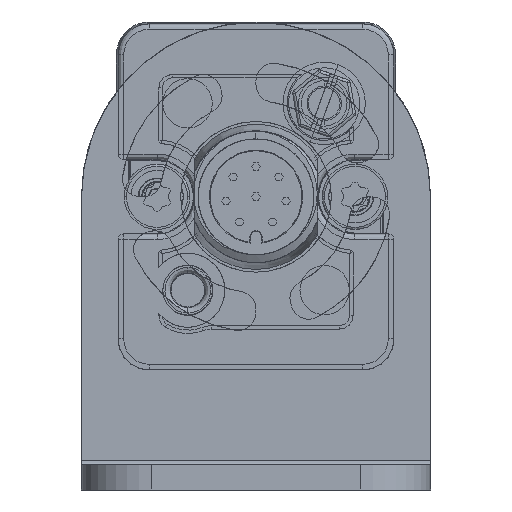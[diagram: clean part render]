
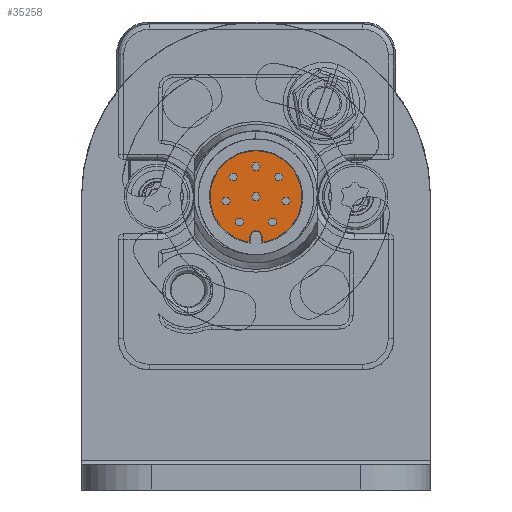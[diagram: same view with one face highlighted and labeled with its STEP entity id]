
A CAD part, left-side view. The second image highlights one B-rep face of the part: STEP entity #35258.
In plain terms, the highlighted planar face has unit normal (-1, 0, 0).
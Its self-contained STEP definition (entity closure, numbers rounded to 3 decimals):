
#15582=CARTESIAN_POINT('',(-219.694,-8.095,3.057));
#15589=CARTESIAN_POINT('',(-219.694,-7.515,7.217));
#15590=DIRECTION('',(-1.,0.,0.));
#15591=DIRECTION('',(0.,-0.138,-0.99));
#15592=AXIS2_PLACEMENT_3D('',#15589,#15590,#15591);
#15594=CARTESIAN_POINT('',(-219.694,-6.935,3.057));
#15601=DIRECTION('',(0.,0.,-1.));
#15602=VECTOR('',#15601,0.53);
#15603=CARTESIAN_POINT('',(-219.694,-6.935,3.587));
#15604=LINE('',#15603,#15602);
#15605=DIRECTION('',(0.,0.,1.));
#15606=VECTOR('',#15605,0.53);
#15607=CARTESIAN_POINT('',(-219.694,-8.095,3.057));
#15608=LINE('',#15607,#15606);
#15609=CARTESIAN_POINT('',(-219.694,-7.515,3.587));
#15610=DIRECTION('',(-1.,0.,0.));
#15611=DIRECTION('',(0.,-1.,0.));
#15612=AXIS2_PLACEMENT_3D('',#15609,#15610,#15611);
#15614=CARTESIAN_POINT('',(-219.694,-6.017,4.911));
#15615=DIRECTION('',(-1.,0.,0.));
#15616=DIRECTION('',(0.,1.,0.));
#15617=AXIS2_PLACEMENT_3D('',#15614,#15615,#15616);
#15619=CARTESIAN_POINT('',(-219.694,-6.017,4.911));
#15620=DIRECTION('',(-1.,0.,0.));
#15621=DIRECTION('',(0.,-1.,0.));
#15622=AXIS2_PLACEMENT_3D('',#15619,#15620,#15621);
#15624=CARTESIAN_POINT('',(-219.694,-4.792,6.834));
#15625=DIRECTION('',(-1.,0.,0.));
#15626=DIRECTION('',(0.,1.,0.));
#15627=AXIS2_PLACEMENT_3D('',#15624,#15625,#15626);
#15629=CARTESIAN_POINT('',(-219.694,-4.792,6.834));
#15630=DIRECTION('',(-1.,0.,0.));
#15631=DIRECTION('',(0.,-1.,0.));
#15632=AXIS2_PLACEMENT_3D('',#15629,#15630,#15631);
#15634=CARTESIAN_POINT('',(-219.694,-5.44,9.021));
#15635=DIRECTION('',(-1.,0.,0.));
#15636=DIRECTION('',(0.,1.,0.));
#15637=AXIS2_PLACEMENT_3D('',#15634,#15635,#15636);
#15639=CARTESIAN_POINT('',(-219.694,-5.44,9.021));
#15640=DIRECTION('',(-1.,0.,0.));
#15641=DIRECTION('',(0.,-1.,0.));
#15642=AXIS2_PLACEMENT_3D('',#15639,#15640,#15641);
#15644=CARTESIAN_POINT('',(-219.694,-9.013,4.911));
#15645=DIRECTION('',(-1.,0.,0.));
#15646=DIRECTION('',(0.,1.,0.));
#15647=AXIS2_PLACEMENT_3D('',#15644,#15645,#15646);
#15649=CARTESIAN_POINT('',(-219.694,-9.013,4.911));
#15650=DIRECTION('',(-1.,0.,0.));
#15651=DIRECTION('',(0.,-1.,0.));
#15652=AXIS2_PLACEMENT_3D('',#15649,#15650,#15651);
#15654=CARTESIAN_POINT('',(-219.694,-10.238,6.834));
#15655=DIRECTION('',(-1.,0.,0.));
#15656=DIRECTION('',(0.,1.,0.));
#15657=AXIS2_PLACEMENT_3D('',#15654,#15655,#15656);
#15659=CARTESIAN_POINT('',(-219.694,-10.238,6.834));
#15660=DIRECTION('',(-1.,0.,0.));
#15661=DIRECTION('',(0.,-1.,0.));
#15662=AXIS2_PLACEMENT_3D('',#15659,#15660,#15661);
#15664=CARTESIAN_POINT('',(-219.694,-7.515,9.967));
#15665=DIRECTION('',(-1.,0.,0.));
#15666=DIRECTION('',(0.,1.,0.));
#15667=AXIS2_PLACEMENT_3D('',#15664,#15665,#15666);
#15669=CARTESIAN_POINT('',(-219.694,-7.515,9.967));
#15670=DIRECTION('',(-1.,0.,0.));
#15671=DIRECTION('',(0.,-1.,0.));
#15672=AXIS2_PLACEMENT_3D('',#15669,#15670,#15671);
#15674=CARTESIAN_POINT('',(-219.694,-7.515,7.217));
#15675=DIRECTION('',(-1.,0.,0.));
#15676=DIRECTION('',(0.,1.,0.));
#15677=AXIS2_PLACEMENT_3D('',#15674,#15675,#15676);
#15679=CARTESIAN_POINT('',(-219.694,-7.515,7.217));
#15680=DIRECTION('',(-1.,0.,0.));
#15681=DIRECTION('',(0.,-1.,0.));
#15682=AXIS2_PLACEMENT_3D('',#15679,#15680,#15681);
#15684=CARTESIAN_POINT('',(-219.694,-9.59,9.021));
#15685=DIRECTION('',(-1.,0.,0.));
#15686=DIRECTION('',(0.,1.,0.));
#15687=AXIS2_PLACEMENT_3D('',#15684,#15685,#15686);
#15689=CARTESIAN_POINT('',(-219.694,-9.59,9.021));
#15690=DIRECTION('',(-1.,0.,0.));
#15691=DIRECTION('',(0.,-1.,0.));
#15692=AXIS2_PLACEMENT_3D('',#15689,#15690,#15691);
#18704=CARTESIAN_POINT('',(-219.694,-5.617,4.911));
#18705=CARTESIAN_POINT('',(-219.694,-6.417,4.911));
#18706=VERTEX_POINT('',#18704);
#18707=VERTEX_POINT('',#18705);
#18708=CARTESIAN_POINT('',(-219.694,-4.392,6.834));
#18709=CARTESIAN_POINT('',(-219.694,-5.192,6.834));
#18710=VERTEX_POINT('',#18708);
#18711=VERTEX_POINT('',#18709);
#18712=CARTESIAN_POINT('',(-219.694,-5.04,9.021));
#18713=CARTESIAN_POINT('',(-219.694,-5.84,9.021));
#18714=VERTEX_POINT('',#18712);
#18715=VERTEX_POINT('',#18713);
#18866=VERTEX_POINT('',#15594);
#18868=VERTEX_POINT('',#15582);
#18874=CARTESIAN_POINT('',(-219.694,-6.935,3.587));
#18875=VERTEX_POINT('',#18874);
#18876=CARTESIAN_POINT('',(-219.694,-8.095,3.587));
#18877=VERTEX_POINT('',#18876);
#18878=CARTESIAN_POINT('',(-219.694,-7.115,9.967));
#18879=CARTESIAN_POINT('',(-219.694,-7.915,9.967));
#18880=VERTEX_POINT('',#18878);
#18881=VERTEX_POINT('',#18879);
#18882=CARTESIAN_POINT('',(-219.694,-7.115,7.217));
#18883=CARTESIAN_POINT('',(-219.694,-7.915,7.217));
#18884=VERTEX_POINT('',#18882);
#18885=VERTEX_POINT('',#18883);
#18886=CARTESIAN_POINT('',(-219.694,-9.19,9.021));
#18887=CARTESIAN_POINT('',(-219.694,-9.99,9.021));
#18888=VERTEX_POINT('',#18886);
#18889=VERTEX_POINT('',#18887);
#18934=CARTESIAN_POINT('',(-219.694,-8.613,4.911));
#18935=CARTESIAN_POINT('',(-219.694,-9.413,4.911));
#18936=VERTEX_POINT('',#18934);
#18937=VERTEX_POINT('',#18935);
#18938=CARTESIAN_POINT('',(-219.694,-9.838,6.834));
#18939=CARTESIAN_POINT('',(-219.694,-10.638,6.834));
#18940=VERTEX_POINT('',#18938);
#18941=VERTEX_POINT('',#18939);
#35197=CARTESIAN_POINT('',(-219.694,-7.515,7.217));
#35198=DIRECTION('',(-1.,0.,0.));
#35199=DIRECTION('',(0.,0.,1.));
#35200=AXIS2_PLACEMENT_3D('',#35197,#35198,#35199);
#35201=PLANE('',#35200);
#35203=ORIENTED_EDGE('',*,*,#35202,.T.);
#35204=ORIENTED_EDGE('',*,*,#35176,.F.);
#35205=ORIENTED_EDGE('',*,*,#35188,.T.);
#35207=ORIENTED_EDGE('',*,*,#35206,.T.);
#35208=EDGE_LOOP('',(#35203,#35204,#35205,#35207));
#35209=FACE_OUTER_BOUND('',#35208,.F.);
#35211=ORIENTED_EDGE('',*,*,#35210,.T.);
#35213=ORIENTED_EDGE('',*,*,#35212,.T.);
#35214=EDGE_LOOP('',(#35211,#35213));
#35215=FACE_BOUND('',#35214,.F.);
#35217=ORIENTED_EDGE('',*,*,#35216,.T.);
#35219=ORIENTED_EDGE('',*,*,#35218,.T.);
#35220=EDGE_LOOP('',(#35217,#35219));
#35221=FACE_BOUND('',#35220,.F.);
#35223=ORIENTED_EDGE('',*,*,#35222,.T.);
#35225=ORIENTED_EDGE('',*,*,#35224,.T.);
#35226=EDGE_LOOP('',(#35223,#35225));
#35227=FACE_BOUND('',#35226,.F.);
#35229=ORIENTED_EDGE('',*,*,#35228,.T.);
#35231=ORIENTED_EDGE('',*,*,#35230,.T.);
#35232=EDGE_LOOP('',(#35229,#35231));
#35233=FACE_BOUND('',#35232,.F.);
#35235=ORIENTED_EDGE('',*,*,#35234,.T.);
#35237=ORIENTED_EDGE('',*,*,#35236,.T.);
#35238=EDGE_LOOP('',(#35235,#35237));
#35239=FACE_BOUND('',#35238,.F.);
#35241=ORIENTED_EDGE('',*,*,#35240,.T.);
#35243=ORIENTED_EDGE('',*,*,#35242,.T.);
#35244=EDGE_LOOP('',(#35241,#35243));
#35245=FACE_BOUND('',#35244,.F.);
#35247=ORIENTED_EDGE('',*,*,#35246,.T.);
#35249=ORIENTED_EDGE('',*,*,#35248,.T.);
#35250=EDGE_LOOP('',(#35247,#35249));
#35251=FACE_BOUND('',#35250,.F.);
#35253=ORIENTED_EDGE('',*,*,#35252,.T.);
#35255=ORIENTED_EDGE('',*,*,#35254,.T.);
#35256=EDGE_LOOP('',(#35253,#35255));
#35257=FACE_BOUND('',#35256,.F.);
#35258=ADVANCED_FACE('',(#35209,#35215,#35221,#35227,#35233,#35239,#35245,
#35251,#35257),#35201,.T.);
#15593=CIRCLE('',#15592,4.2);
#15613=CIRCLE('',#15612,0.58);
#15618=CIRCLE('',#15617,0.4);
#15623=CIRCLE('',#15622,0.4);
#15628=CIRCLE('',#15627,0.4);
#15633=CIRCLE('',#15632,0.4);
#15638=CIRCLE('',#15637,0.4);
#15643=CIRCLE('',#15642,0.4);
#15648=CIRCLE('',#15647,0.4);
#15653=CIRCLE('',#15652,0.4);
#15658=CIRCLE('',#15657,0.4);
#15663=CIRCLE('',#15662,0.4);
#15668=CIRCLE('',#15667,0.4);
#15673=CIRCLE('',#15672,0.4);
#15678=CIRCLE('',#15677,0.4);
#15683=CIRCLE('',#15682,0.4);
#15688=CIRCLE('',#15687,0.4);
#15693=CIRCLE('',#15692,0.4);
#35176=EDGE_CURVE('',#18868,#18866,#15593,.T.);
#35188=EDGE_CURVE('',#18868,#18877,#15608,.T.);
#35202=EDGE_CURVE('',#18875,#18866,#15604,.T.);
#35206=EDGE_CURVE('',#18877,#18875,#15613,.T.);
#35210=EDGE_CURVE('',#18706,#18707,#15618,.T.);
#35212=EDGE_CURVE('',#18707,#18706,#15623,.T.);
#35216=EDGE_CURVE('',#18710,#18711,#15628,.T.);
#35218=EDGE_CURVE('',#18711,#18710,#15633,.T.);
#35222=EDGE_CURVE('',#18714,#18715,#15638,.T.);
#35224=EDGE_CURVE('',#18715,#18714,#15643,.T.);
#35228=EDGE_CURVE('',#18936,#18937,#15648,.T.);
#35230=EDGE_CURVE('',#18937,#18936,#15653,.T.);
#35234=EDGE_CURVE('',#18940,#18941,#15658,.T.);
#35236=EDGE_CURVE('',#18941,#18940,#15663,.T.);
#35240=EDGE_CURVE('',#18880,#18881,#15668,.T.);
#35242=EDGE_CURVE('',#18881,#18880,#15673,.T.);
#35246=EDGE_CURVE('',#18884,#18885,#15678,.T.);
#35248=EDGE_CURVE('',#18885,#18884,#15683,.T.);
#35252=EDGE_CURVE('',#18888,#18889,#15688,.T.);
#35254=EDGE_CURVE('',#18889,#18888,#15693,.T.);
